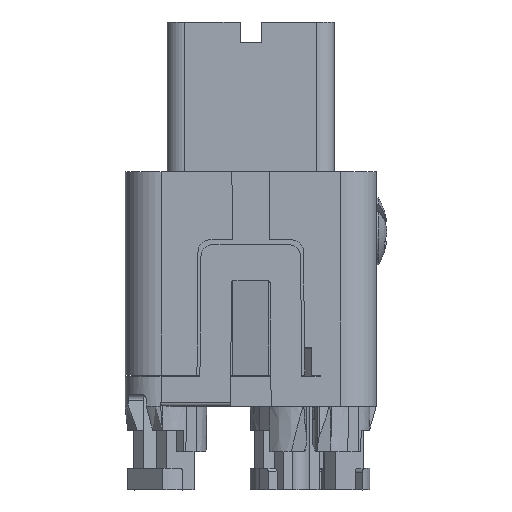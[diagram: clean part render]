
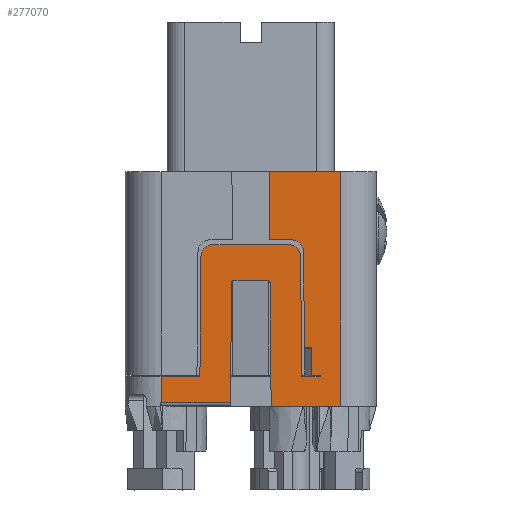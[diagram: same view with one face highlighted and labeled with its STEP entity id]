
A CAD part, left-side view. The second image highlights one B-rep face of the part: STEP entity #277070.
In plain terms, the highlighted planar face has unit normal (-1, 0, 0).
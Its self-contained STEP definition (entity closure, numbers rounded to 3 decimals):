
#840=CARTESIAN_POINT('',(-58.406,-54.954,37.5));
#850=VERTEX_POINT('',#840);
#880=CARTESIAN_POINT('',(-58.406,-62.479,37.5));
#890=DIRECTION('',(0.,1.,0.));
#900=VECTOR('',#890,1.);
#910=LINE('',#880,#900);
#920=CARTESIAN_POINT('',(-58.406,-61.279,37.5));
#930=VERTEX_POINT('',#920);
#940=EDGE_CURVE('',#930,#850,#910,.T.);
#1310=CARTESIAN_POINT('',(-58.406,-56.587,37.1));
#1320=VERTEX_POINT('',#1310);
#1350=CARTESIAN_POINT('',(-58.406,-104.781,37.1));
#1360=DIRECTION('',(0.,1.,0.));
#1370=VECTOR('',#1360,1.);
#1380=LINE('',#1350,#1370);
#1390=CARTESIAN_POINT('',(-58.406,-54.707,37.1));
#1400=VERTEX_POINT('',#1390);
#1410=EDGE_CURVE('',#1320,#1400,#1380,.T.);
#1760=CARTESIAN_POINT('',(-58.406,-56.537,31.4));
#1770=VERTEX_POINT('',#1760);
#1800=CARTESIAN_POINT('',(-58.406,-56.851,67.4));
#1810=DIRECTION('',(0.,-0.009,1.));
#1820=VECTOR('',#1810,1.);
#1830=LINE('',#1800,#1820);
#1840=EDGE_CURVE('',#1770,#1320,#1830,.T.);
#20290=CARTESIAN_POINT('',(-58.406,-56.416,51.));
#20300=VERTEX_POINT('',#20290);
#20330=CARTESIAN_POINT('',(-58.406,-62.479,51.));
#20340=DIRECTION('',(0.,-1.,0.));
#20350=VECTOR('',#20340,1.);
#20360=LINE('',#20330,#20350);
#20370=CARTESIAN_POINT('',(-58.406,-50.617,51.));
#20380=VERTEX_POINT('',#20370);
#20390=EDGE_CURVE('',#20380,#20300,#20360,.T.);
#43820=CARTESIAN_POINT('',(-58.406,-53.707,
38.091));
#43830=VERTEX_POINT('',#43820);
#43860=CARTESIAN_POINT('',(-58.406,-53.451,67.4));
#43870=DIRECTION('',(0.,-0.009,-1.));
#43880=VECTOR('',#43870,1.);
#43890=LINE('',#43860,#43880);
#43900=CARTESIAN_POINT('',(-58.406,-53.637,
46.1));
#43910=VERTEX_POINT('',#43900);
#43920=EDGE_CURVE('',#43910,#43830,#43890,.T.);
#107360=CARTESIAN_POINT('',(-58.406,-62.479,
40.5));
#107370=DIRECTION('',(0.,1.,0.));
#107380=VECTOR('',#107370,1.);
#107390=LINE('',#107360,#107380);
#107400=CARTESIAN_POINT('',(-58.406,-59.527,
40.5));
#107410=VERTEX_POINT('',#107400);
#107420=CARTESIAN_POINT('',(-58.406,-56.706,
40.5));
#107430=VERTEX_POINT('',#107420);
#107440=EDGE_CURVE('',#107410,#107430,#107390,.T.);
#108180=CARTESIAN_POINT('',(-58.406,-68.617,43.4));
#108190=DIRECTION('',(1.,-0.,0.));
#108200=DIRECTION('',(0.,1.,0.));
#108210=AXIS2_PLACEMENT_3D('',#108180,#108190,#108200);
#108220=PLANE('',#108210);
#148940=CARTESIAN_POINT('',(-58.406,-62.38,50.));
#148950=DIRECTION('',(0.,-0.009,
1.));
#148960=VECTOR('',#148950,1.);
#148970=LINE('',#148940,#148960);
#148980=CARTESIAN_POINT('',(-58.406,-62.279,
38.491));
#148990=VERTEX_POINT('',#148980);
#149000=CARTESIAN_POINT('',(-58.406,-62.367,
48.5));
#149010=VERTEX_POINT('',#149000);
#149020=EDGE_CURVE('',#148990,#149010,#148970,.T.);
#154680=CARTESIAN_POINT('',(-58.406,-56.506,
40.698));
#154690=VERTEX_POINT('',#154680);
#154720=CARTESIAN_POINT('',(-58.406,-56.425,50.));
#154730=DIRECTION('',(0.,-0.009,
-1.));
#154740=VECTOR('',#154730,1.);
#154750=LINE('',#154720,#154740);
#154760=EDGE_CURVE('',#20300,#154690,#154750,.T.);
#154950=CARTESIAN_POINT('',(-58.406,-50.617,43.4));
#154960=DIRECTION('',(0.,0.,1.));
#154970=VECTOR('',#154960,1.);
#154980=LINE('',#154950,#154970);
#154990=CARTESIAN_POINT('',(-58.406,-50.617,31.4));
#155000=VERTEX_POINT('',#154990);
#155010=EDGE_CURVE('',#155000,#20380,#154980,.T.);
#157070=CARTESIAN_POINT('',(-58.406,-65.617,
48.5));
#157080=VERTEX_POINT('',#157070);
#157110=CARTESIAN_POINT('',(-58.406,-65.617,50.));
#157120=DIRECTION('',(0.,0.,1.));
#157130=VECTOR('',#157120,1.);
#157140=LINE('',#157110,#157130);
#157150=CARTESIAN_POINT('',(-58.406,-65.617,50.7));
#157160=VERTEX_POINT('',#157150);
#157170=EDGE_CURVE('',#157080,#157160,#157140,.T.);
#163230=CARTESIAN_POINT('',(-58.406,-59.814,50.7));
#163240=VERTEX_POINT('',#163230);
#163310=CARTESIAN_POINT('',(-58.406,-62.479,50.7));
#163320=DIRECTION('',(0.,1.,0.));
#163330=VECTOR('',#163320,1.);
#163340=LINE('',#163310,#163330);
#163350=EDGE_CURVE('',#157160,#163240,#163340,.T.);
#163540=CARTESIAN_POINT('',(-58.406,-61.279,38.5));
#163550=DIRECTION('',(1.,0.,0.));
#163560=DIRECTION('',(0.,-1.,0.));
#163570=AXIS2_PLACEMENT_3D('',#163540,#163550,#163560);
#163580=CIRCLE('',#163570,1.);
#163590=EDGE_CURVE('',#148990,#930,#163580,.T.);
#181610=CARTESIAN_POINT('',(-58.406,-59.727,
40.698));
#181620=VERTEX_POINT('',#181610);
#181890=CARTESIAN_POINT('',(-58.406,-59.808,50.));
#181900=DIRECTION('',(0.,-0.009,
1.));
#181910=VECTOR('',#181900,1.);
#181920=LINE('',#181890,#181910);
#181930=EDGE_CURVE('',#181620,#163240,#181920,.T.);
#197390=CARTESIAN_POINT('',(-58.406,-52.326,
48.5));
#197400=VERTEX_POINT('',#197390);
#197430=CARTESIAN_POINT('',(-58.406,-62.479,
48.5));
#197440=DIRECTION('',(0.,-1.,0.));
#197450=VECTOR('',#197440,1.);
#197460=LINE('',#197430,#197450);
#197470=CARTESIAN_POINT('',(-58.406,-53.867,
48.5));
#197480=VERTEX_POINT('',#197470);
#197490=EDGE_CURVE('',#197400,#197480,#197460,.T.);
#197800=EDGE_CURVE('',#149010,#157080,#197460,.T.);
#206560=CARTESIAN_POINT('',(-58.406,-53.854,50.));
#206570=DIRECTION('',(0.,0.009,
1.));
#206580=VECTOR('',#206570,1.);
#206590=LINE('',#206560,#206580);
#206600=CARTESIAN_POINT('',(-58.406,-53.954,
38.491));
#206610=VERTEX_POINT('',#206600);
#206620=EDGE_CURVE('',#206610,#197480,#206590,.T.);
#208280=CARTESIAN_POINT('',(-58.406,-59.527,40.7));
#208290=DIRECTION('',(1.,0.,0.));
#208300=DIRECTION('',(0.,-1.,0.));
#208310=AXIS2_PLACEMENT_3D('',#208280,#208290,#208300);
#208320=CIRCLE('',#208310,0.2);
#208330=EDGE_CURVE('',#181620,#107410,#208320,.T.);
#209570=CARTESIAN_POINT('',(-58.406,-52.326,48.4));
#209580=VERTEX_POINT('',#209570);
#209610=CARTESIAN_POINT('',(-58.406,-52.326,
48.5));
#209620=DIRECTION('',(0.,0.,-1.));
#209630=VECTOR('',#209620,1.);
#209640=LINE('',#209610,#209630);
#209650=EDGE_CURVE('',#197400,#209580,#209640,.T.);
#218150=CARTESIAN_POINT('',(-58.406,-56.706,40.7));
#218160=DIRECTION('',(-1.,0.,0.));
#218170=DIRECTION('',(0.,1.,0.));
#218180=AXIS2_PLACEMENT_3D('',#218150,#218160,#218170);
#218190=CIRCLE('',#218180,0.2);
#218200=EDGE_CURVE('',#154690,#107430,#218190,.T.);
#221880=CARTESIAN_POINT('',(-58.406,-54.954,38.5));
#221890=DIRECTION('',(1.,0.,0.));
#221900=DIRECTION('',(0.,-1.,0.));
#221910=AXIS2_PLACEMENT_3D('',#221880,#221890,#221900);
#221920=CIRCLE('',#221910,1.);
#221930=EDGE_CURVE('',#850,#206610,#221920,.T.);
#229630=CARTESIAN_POINT('',(-58.406,-104.781,
46.1));
#229640=DIRECTION('',(0.,1.,0.));
#229650=VECTOR('',#229640,1.);
#229660=LINE('',#229630,#229650);
#229670=CARTESIAN_POINT('',(-58.406,-53.017,
46.1));
#229680=VERTEX_POINT('',#229670);
#229690=EDGE_CURVE('',#43910,#229680,#229660,.T.);
#232290=CARTESIAN_POINT('',(-58.406,-104.781,31.4));
#232300=DIRECTION('',(0.,1.,0.));
#232310=VECTOR('',#232300,1.);
#232320=LINE('',#232290,#232310);
#232330=EDGE_CURVE('',#1770,#155000,#232320,.T.);
#276620=ORIENTED_EDGE('',*,*,#232330,.F.);
#276630=ORIENTED_EDGE('',*,*,#155010,.F.);
#276640=ORIENTED_EDGE('',*,*,#20390,.F.);
#276650=ORIENTED_EDGE('',*,*,#154760,.F.);
#276660=ORIENTED_EDGE('',*,*,#218200,.F.);
#276670=ORIENTED_EDGE('',*,*,#107440,.T.);
#276680=ORIENTED_EDGE('',*,*,#208330,.T.);
#276690=ORIENTED_EDGE('',*,*,#181930,.F.);
#276700=ORIENTED_EDGE('',*,*,#163350,.T.);
#276710=ORIENTED_EDGE('',*,*,#157170,.T.);
#276720=ORIENTED_EDGE('',*,*,#197800,.T.);
#276730=ORIENTED_EDGE('',*,*,#149020,.T.);
#276740=ORIENTED_EDGE('',*,*,#163590,.F.);
#276750=ORIENTED_EDGE('',*,*,#940,.F.);
#276760=ORIENTED_EDGE('',*,*,#221930,.F.);
#276770=ORIENTED_EDGE('',*,*,#206620,.F.);
#276780=ORIENTED_EDGE('',*,*,#197490,.T.);
#276790=ORIENTED_EDGE('',*,*,#209650,.F.);
#276800=CARTESIAN_POINT('',(-58.406,-104.781,48.4));
#276810=DIRECTION('',(0.,-1.,0.));
#276820=VECTOR('',#276810,1.);
#276830=LINE('',#276800,#276820);
#276840=CARTESIAN_POINT('',(-58.406,-53.017,48.4));
#276850=VERTEX_POINT('',#276840);
#276860=EDGE_CURVE('',#209580,#276850,#276830,.T.);
#276870=ORIENTED_EDGE('',*,*,#276860,.F.);
#276880=CARTESIAN_POINT('',(-58.406,-53.017,67.4));
#276890=DIRECTION('',(0.,0.,1.));
#276900=VECTOR('',#276890,1.);
#276910=LINE('',#276880,#276900);
#276920=EDGE_CURVE('',#229680,#276850,#276910,.T.);
#276930=ORIENTED_EDGE('',*,*,#276920,.T.);
#276940=ORIENTED_EDGE('',*,*,#229690,.T.);
#276950=ORIENTED_EDGE('',*,*,#43920,.F.);
#276960=CARTESIAN_POINT('',(-58.406,-54.707,38.1));
#276970=DIRECTION('',(1.,0.,0.));
#276980=DIRECTION('',(0.,1.,0.));
#276990=AXIS2_PLACEMENT_3D('',#276960,#276970,#276980);
#277000=CIRCLE('',#276990,1.);
#277010=EDGE_CURVE('',#1400,#43830,#277000,.T.);
#277020=ORIENTED_EDGE('',*,*,#277010,.T.);
#277030=ORIENTED_EDGE('',*,*,#1410,.T.);
#277040=ORIENTED_EDGE('',*,*,#1840,.T.);
#277050=EDGE_LOOP('',(#277040,#277030,#277020,#276950,#276940,#276930,
#276870,#276790,#276780,#276770,#276760,#276750,#276740,#276730,#276720,
#276710,#276700,#276690,#276680,#276670,#276660,#276650,#276640,#276630,
#276620));
#277060=FACE_OUTER_BOUND('',#277050,.T.);
#277070=ADVANCED_FACE('',(#277060),#108220,.F.);
